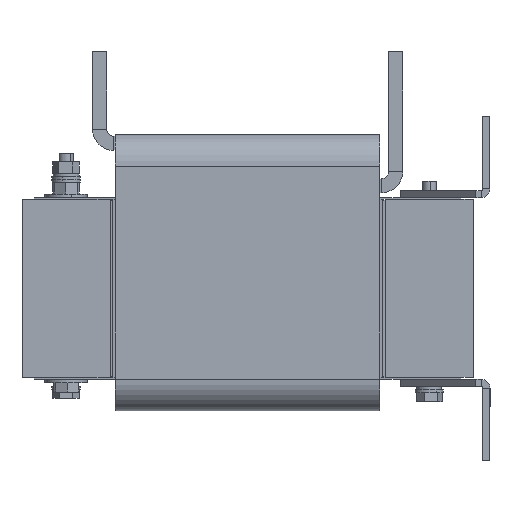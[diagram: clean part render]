
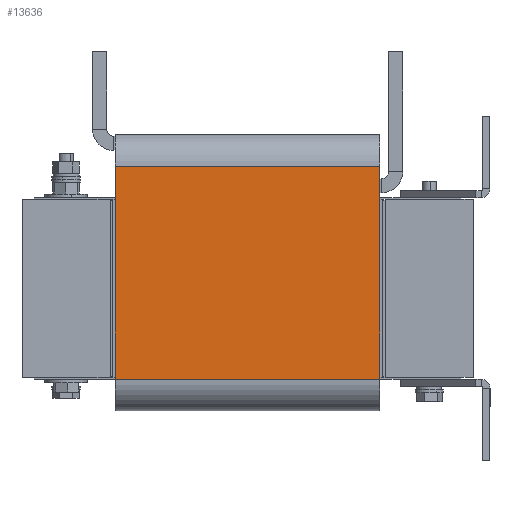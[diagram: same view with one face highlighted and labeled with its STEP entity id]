
A CAD part, left-side view. The second image highlights one B-rep face of the part: STEP entity #13636.
In plain terms, the highlighted planar face has unit normal (-1, 0, 0).
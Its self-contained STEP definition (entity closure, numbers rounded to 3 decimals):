
#184 = LINE ( 'NONE', #2314, #9828 ) ;
#417 = VERTEX_POINT ( 'NONE', #738 ) ;
#738 = CARTESIAN_POINT ( 'NONE',  ( -145., 75., 69.28 ) ) ;
#889 = CARTESIAN_POINT ( 'NONE',  ( -145., 75., -51.5 ) ) ;
#1149 = CARTESIAN_POINT ( 'NONE',  ( -145., 75., -51.5 ) ) ;
#1751 = LINE ( 'NONE', #6254, #10793 ) ;
#2236 = VERTEX_POINT ( 'NONE', #3580 ) ;
#2314 = CARTESIAN_POINT ( 'NONE',  ( -145., 75., -51.5 ) ) ;
#2323 = VECTOR ( 'NONE', #7929, 1000. ) ;
#2550 = ORIENTED_EDGE ( 'NONE', *, *, #5737, .F. ) ;
#3134 = VERTEX_POINT ( 'NONE', #9280 ) ;
#3158 = PLANE ( 'NONE',  #13097 ) ;
#3580 = CARTESIAN_POINT ( 'NONE',  ( -145., -75., -51.5 ) ) ;
#4139 = CARTESIAN_POINT ( 'NONE',  ( -145., -75., -51.5 ) ) ;
#4185 = DIRECTION ( 'NONE',  ( 0., -1., 0. ) ) ;
#5516 = ORIENTED_EDGE ( 'NONE', *, *, #8875, .T. ) ;
#5737 = EDGE_CURVE ( 'Defeature ausgef�hrt2_23+Defeature ausgef�hrt2_32+Defeature ausgef�hrt2_31+Defeature ausgef�hrt2_25', #5851, #417, #184, .T. ) ;
#5851 = VERTEX_POINT ( 'NONE', #889 ) ;
#6254 = CARTESIAN_POINT ( 'NONE',  ( -145., 75., 69.28 ) ) ;
#6281 = LINE ( 'NONE', #4139, #8665 ) ;
#6304 = EDGE_CURVE ( 'Defeature ausgef�hrt2_25+Defeature ausgef�hrt2_32+Defeature ausgef�hrt2_23+Defeature ausgef�hrt2_24', #417, #3134, #1751, .T. ) ;
#6622 = CARTESIAN_POINT ( 'NONE',  ( -145., 75., -51.5 ) ) ;
#6680 = LINE ( 'NONE', #1149, #2323 ) ;
#7802 = FACE_OUTER_BOUND ( 'NONE', #10851, .T. ) ;
#7929 = DIRECTION ( 'NONE',  ( 0., -1., 0. ) ) ;
#8665 = VECTOR ( 'NONE', #13220, 1000. ) ;
#8771 = DIRECTION ( 'NONE',  ( 0., 0., -1. ) ) ;
#8835 = ORIENTED_EDGE ( 'NONE', *, *, #10693, .T. ) ;
#8875 = EDGE_CURVE ( 'Defeature ausgef�hrt2_32+Defeature ausgef�hrt2_31+Defeature ausgef�hrt2_23+Defeature ausgef�hrt2_24', #5851, #2236, #6680, .T. ) ;
#9280 = CARTESIAN_POINT ( 'NONE',  ( -145., -75., 69.28 ) ) ;
#9828 = VECTOR ( 'NONE', #10423, 1000. ) ;
#10423 = DIRECTION ( 'NONE',  ( 0., 0., 1. ) ) ;
#10693 = EDGE_CURVE ( 'Defeature ausgef�hrt2_32+Defeature ausgef�hrt2_24+Defeature ausgef�hrt2_31+Defeature ausgef�hrt2_25', #2236, #3134, #6281, .T. ) ;
#10793 = VECTOR ( 'NONE', #4185, 1000. ) ;
#10851 = EDGE_LOOP ( 'NONE', ( #8835, #11870, #2550, #5516 ) ) ;
#11870 = ORIENTED_EDGE ( 'NONE', *, *, #6304, .F. ) ;
#12235 = DIRECTION ( 'NONE',  ( 1., 0., 0. ) ) ;
#13097 = AXIS2_PLACEMENT_3D ( 'NONE', #6622, #12235, #8771 ) ;
#13220 = DIRECTION ( 'NONE',  ( 0., 0., 1. ) ) ;
#13636 = ADVANCED_FACE ( 'Defeature ausgef�hrt2_32', ( #7802 ), #3158, .F. ) ;
